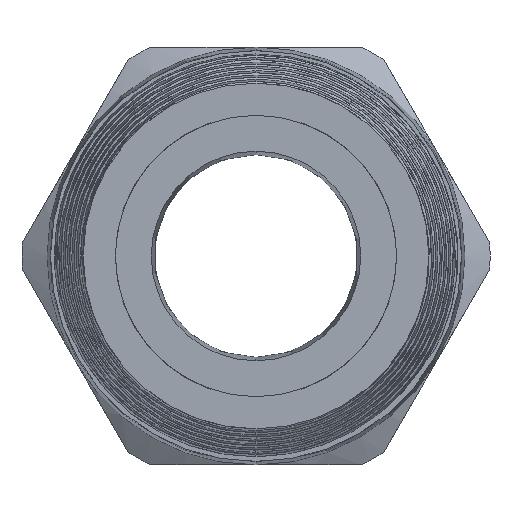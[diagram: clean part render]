
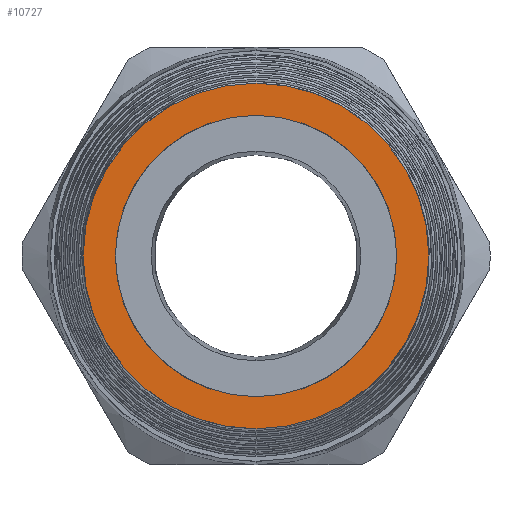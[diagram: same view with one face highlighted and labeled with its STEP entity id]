
A CAD part, left-side view. The second image highlights one B-rep face of the part: STEP entity #10727.
In plain terms, the highlighted planar face has unit normal (-1, 0, 0).
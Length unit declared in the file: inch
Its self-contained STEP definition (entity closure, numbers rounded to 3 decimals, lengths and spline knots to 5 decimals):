
#2746 = DIRECTION ( 'NONE',  ( 0., 0., 1. ) ) ;
#2747 = DIRECTION ( 'NONE',  ( -1., 0., 0. ) ) ;
#2748 = AXIS2_PLACEMENT_3D ( 'NONE', #2756, #2747, #2746 ) ;
#2755 = CIRCLE ( 'NONE', #2748, 0.43758 ) ;
#2756 = CARTESIAN_POINT ( 'NONE',  ( -4.49, 0., 0. ) ) ;
#2987 = DIRECTION ( 'NONE',  ( 0., 0., 1. ) ) ;
#2988 = DIRECTION ( 'NONE',  ( -1., 0., 0. ) ) ;
#2989 = CARTESIAN_POINT ( 'NONE',  ( -4.49, 0., 0. ) ) ;
#2990 = AXIS2_PLACEMENT_3D ( 'NONE', #2989, #2988, #2987 ) ;
#2991 = CIRCLE ( 'NONE', #2990, 0.53758 ) ;
#6480 = DIRECTION ( 'NONE',  ( 0., 0., 1. ) ) ;
#6481 = DIRECTION ( 'NONE',  ( -1., 0., 0. ) ) ;
#6482 = CARTESIAN_POINT ( 'NONE',  ( -4.49, 0., 0. ) ) ;
#6483 = AXIS2_PLACEMENT_3D ( 'NONE', #6482, #6481, #6480 ) ;
#6484 = PLANE ( 'NONE',  #6483 ) ;
#6485 = FACE_BOUND ( 'NONE', #9592, .T. ) ;
#6486 = FACE_OUTER_BOUND ( 'NONE', #9597, .T. ) ;
#6961 = CARTESIAN_POINT ( 'NONE',  ( -4.49, 0., 0.43758 ) ) ;
#6962 = CARTESIAN_POINT ( 'NONE',  ( -4.49, 0., -0.43758 ) ) ;
#6963 = DIRECTION ( 'NONE',  ( 0., 0., 1. ) ) ;
#6964 = DIRECTION ( 'NONE',  ( -1., 0., 0. ) ) ;
#6965 = CARTESIAN_POINT ( 'NONE',  ( -4.49, 0., 0. ) ) ;
#6966 = AXIS2_PLACEMENT_3D ( 'NONE', #6965, #6964, #6963 ) ;
#6967 = CIRCLE ( 'NONE', #6966, 0.43758 ) ;
#7005 = DIRECTION ( 'NONE',  ( 0., 0., 1. ) ) ;
#7006 = DIRECTION ( 'NONE',  ( -1., 0., 0. ) ) ;
#7007 = CARTESIAN_POINT ( 'NONE',  ( -4.49, 0., 0. ) ) ;
#7008 = AXIS2_PLACEMENT_3D ( 'NONE', #7007, #7006, #7005 ) ;
#7009 = CIRCLE ( 'NONE', #7008, 0.53758 ) ;
#7155 = CARTESIAN_POINT ( 'NONE',  ( -4.49, 0., -0.53758 ) ) ;
#7156 = CARTESIAN_POINT ( 'NONE',  ( -4.49, 0., 0.53758 ) ) ;
#9293 = EDGE_CURVE ( 'NONE', #12275, #12274, #2755, .T. ) ;
#9588 = EDGE_CURVE ( 'NONE', #12321, #12320, #2991, .T. ) ;
#9592 = EDGE_LOOP ( 'NONE', ( #9595, #10306 ) ) ;
#9594 = ORIENTED_EDGE ( 'NONE', *, *, #12284, .T. ) ;
#9595 = ORIENTED_EDGE ( 'NONE', *, *, #12273, .F. ) ;
#9596 = ORIENTED_EDGE ( 'NONE', *, *, #9588, .T. ) ;
#9597 = EDGE_LOOP ( 'NONE', ( #9596, #9594 ) ) ;
#10306 = ORIENTED_EDGE ( 'NONE', *, *, #9293, .F. ) ;
#10727 = ADVANCED_FACE ( 'NONE', ( #6486, #6485 ), #6484, .T. ) ;
#12273 = EDGE_CURVE ( 'NONE', #12274, #12275, #6967, .T. ) ;
#12274 = VERTEX_POINT ( 'NONE', #6962 ) ;
#12275 = VERTEX_POINT ( 'NONE', #6961 ) ;
#12284 = EDGE_CURVE ( 'NONE', #12320, #12321, #7009, .T. ) ;
#12320 = VERTEX_POINT ( 'NONE', #7156 ) ;
#12321 = VERTEX_POINT ( 'NONE', #7155 ) ;
